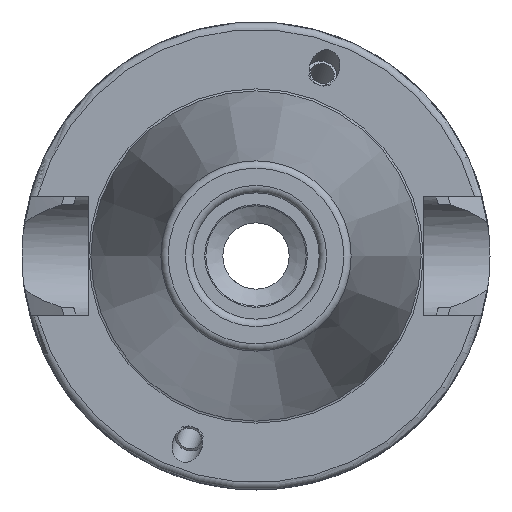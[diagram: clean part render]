
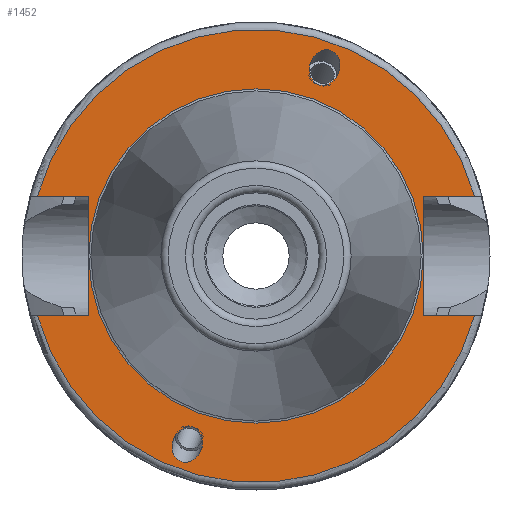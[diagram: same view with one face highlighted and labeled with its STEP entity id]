
A CAD part, left-side view. The second image highlights one B-rep face of the part: STEP entity #1452.
In plain terms, the highlighted planar face has unit normal (-1, 0, 0).
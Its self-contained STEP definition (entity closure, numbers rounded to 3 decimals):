
#27=ELLIPSE('',#1583,2.442,2.);
#36=ELLIPSE('',#1606,2.442,2.);
#55=PLANE('',#1670);
#104=FACE_BOUND('',#289,.T.);
#105=FACE_BOUND('',#290,.T.);
#106=FACE_BOUND('',#291,.T.);
#188=FACE_OUTER_BOUND('',#288,.T.);
#288=EDGE_LOOP('',(#1295,#1296,#1297,#1298,#1299,#1300,#1301,#1302));
#289=EDGE_LOOP('',(#1303));
#290=EDGE_LOOP('',(#1304));
#291=EDGE_LOOP('',(#1305));
#366=LINE('',#2626,#437);
#370=LINE('',#2634,#441);
#373=LINE('',#2654,#444);
#384=LINE('',#2754,#455);
#387=LINE('',#2775,#458);
#389=LINE('',#2778,#460);
#437=VECTOR('',#1990,10.);
#441=VECTOR('',#1996,10.);
#444=VECTOR('',#2001,10.);
#455=VECTOR('',#2056,10.);
#458=VECTOR('',#2061,10.);
#460=VECTOR('',#2065,10.);
#536=CIRCLE('',#1634,30.5);
#555=CIRCLE('',#1669,22.5);
#556=CIRCLE('',#1671,30.5);
#618=VERTEX_POINT('',#2458);
#633=VERTEX_POINT('',#2539);
#651=VERTEX_POINT('',#2614);
#652=VERTEX_POINT('',#2625);
#654=VERTEX_POINT('',#2631);
#655=VERTEX_POINT('',#2633);
#670=VERTEX_POINT('',#2714);
#677=VERTEX_POINT('',#2751);
#678=VERTEX_POINT('',#2753);
#682=VERTEX_POINT('',#2774);
#696=VERTEX_POINT('',#2826);
#789=EDGE_CURVE('',#618,#618,#27,.T.);
#812=EDGE_CURVE('',#633,#633,#36,.T.);
#833=EDGE_CURVE('',#652,#651,#366,.T.);
#837=EDGE_CURVE('',#655,#654,#370,.T.);
#842=EDGE_CURVE('',#654,#652,#373,.T.);
#862=EDGE_CURVE('',#655,#670,#536,.T.);
#872=EDGE_CURVE('',#678,#677,#384,.T.);
#877=EDGE_CURVE('',#682,#670,#387,.T.);
#879=EDGE_CURVE('',#677,#682,#389,.T.);
#903=EDGE_CURVE('',#696,#696,#555,.T.);
#904=EDGE_CURVE('',#678,#651,#556,.T.);
#1295=ORIENTED_EDGE('',*,*,#833,.T.);
#1296=ORIENTED_EDGE('',*,*,#904,.F.);
#1297=ORIENTED_EDGE('',*,*,#872,.T.);
#1298=ORIENTED_EDGE('',*,*,#879,.T.);
#1299=ORIENTED_EDGE('',*,*,#877,.T.);
#1300=ORIENTED_EDGE('',*,*,#862,.F.);
#1301=ORIENTED_EDGE('',*,*,#837,.T.);
#1302=ORIENTED_EDGE('',*,*,#842,.T.);
#1303=ORIENTED_EDGE('',*,*,#789,.T.);
#1304=ORIENTED_EDGE('',*,*,#812,.T.);
#1305=ORIENTED_EDGE('',*,*,#903,.T.);
#1452=ADVANCED_FACE('',(#188,#104,#105,#106),#55,.T.);
#1583=AXIS2_PLACEMENT_3D('',#2460,#1912,#1913);
#1606=AXIS2_PLACEMENT_3D('',#2541,#1965,#1966);
#1634=AXIS2_PLACEMENT_3D('',#2715,#2043,#2044);
#1669=AXIS2_PLACEMENT_3D('',#2828,#2130,#2131);
#1670=AXIS2_PLACEMENT_3D('',#2829,#2132,#2133);
#1671=AXIS2_PLACEMENT_3D('',#2830,#2134,#2135);
#1912=DIRECTION('center_axis',(1.,0.,0.));
#1913=DIRECTION('ref_axis',(0.,-0.342,0.94));
#1965=DIRECTION('center_axis',(1.,0.,0.));
#1966=DIRECTION('ref_axis',(0.,0.342,-0.94));
#1990=DIRECTION('',(0.,-1.,0.));
#1996=DIRECTION('',(0.,1.,0.));
#2001=DIRECTION('',(0.,0.,1.));
#2043=DIRECTION('center_axis',(1.,0.,0.));
#2044=DIRECTION('ref_axis',(0.,0.,-1.));
#2056=DIRECTION('',(0.,-1.,0.));
#2061=DIRECTION('',(0.,1.,0.));
#2065=DIRECTION('',(0.,0.,-1.));
#2130=DIRECTION('center_axis',(1.,0.,0.));
#2131=DIRECTION('ref_axis',(0.,0.,-1.));
#2132=DIRECTION('center_axis',(-1.,0.,0.));
#2133=DIRECTION('ref_axis',(0.,0.,1.));
#2134=DIRECTION('center_axis',(1.,0.,0.));
#2135=DIRECTION('ref_axis',(0.,0.,-1.));
#2458=CARTESIAN_POINT('',(2.,-8.399,23.077));
#2460=CARTESIAN_POINT('Origin',(2.,-9.235,25.372));
#2539=CARTESIAN_POINT('',(2.,8.399,-23.077));
#2541=CARTESIAN_POINT('Origin',(2.,9.235,-25.372));
#2614=CARTESIAN_POINT('',(2.,-29.418,8.05));
#2625=CARTESIAN_POINT('',(2.,-22.6,8.05));
#2626=CARTESIAN_POINT('',(2.,3.95,8.05));
#2631=CARTESIAN_POINT('',(2.,-22.6,-8.05));
#2633=CARTESIAN_POINT('',(2.,-29.418,-8.05));
#2634=CARTESIAN_POINT('',(2.,3.95,-8.05));
#2654=CARTESIAN_POINT('',(2.,-22.6,0.));
#2714=CARTESIAN_POINT('',(2.,29.418,-8.05));
#2715=CARTESIAN_POINT('Origin',(2.,0.,0.));
#2751=CARTESIAN_POINT('',(2.,22.6,8.05));
#2753=CARTESIAN_POINT('',(2.,29.418,8.05));
#2754=CARTESIAN_POINT('',(2.,26.55,8.05));
#2774=CARTESIAN_POINT('',(2.,22.6,-8.05));
#2775=CARTESIAN_POINT('',(2.,26.55,-8.05));
#2778=CARTESIAN_POINT('',(2.,22.6,0.));
#2826=CARTESIAN_POINT('',(2.,0.,22.5));
#2828=CARTESIAN_POINT('Origin',(2.,0.,0.));
#2829=CARTESIAN_POINT('Origin',(2.,30.5,0.));
#2830=CARTESIAN_POINT('Origin',(2.,0.,0.));
